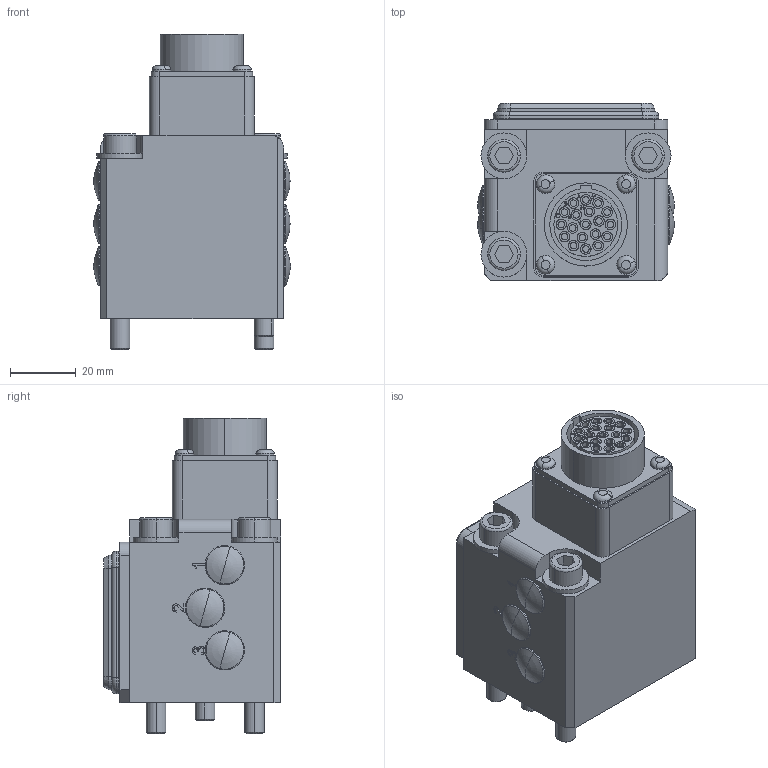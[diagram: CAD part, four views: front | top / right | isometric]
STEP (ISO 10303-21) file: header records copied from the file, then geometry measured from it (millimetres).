
FILE_DESCRIPTION (( 'STEP AP203' ), '1' );
FILE_NAME ('P6739.STEP', '2018-11-30T12:55:46', ( 'rsp' ), ( 'Hewlett-Packard Company' ), 'SwSTEP 2.0', 'SolidWorks 2017', '' );
FILE_SCHEMA (( 'CONFIG_CONTROL_DESIGN' ));
Length unit declared in the file: millimetre
Products named in the file (1): P6739
Bounding box: 60.2 x 54.04 x 96.4 mm (x, y, z)
Volume: 185188.2 mm3; surface area: 64080.7 mm2
Topology: 69 solids, 69 shells, 1092 faces, 2376 edges, 1528 vertices
Faces by surface type: cylinder 484, plane 426, bspline 74, torus 74, cone 34
Entity records: 34091 total; most frequent: CARTESIAN_POINT 9506, DIRECTION 5351, ORIENTED_EDGE 4720, EDGE_CURVE 2360, AXIS2_PLACEMENT_3D 2121, VERTEX_POINT 1528, EDGE_LOOP 1318, LINE 1109
